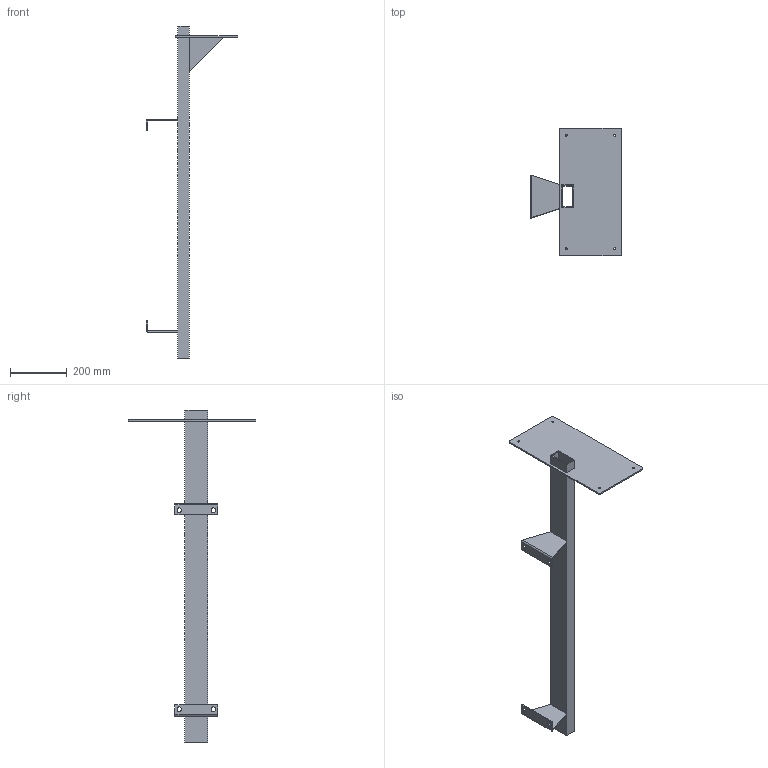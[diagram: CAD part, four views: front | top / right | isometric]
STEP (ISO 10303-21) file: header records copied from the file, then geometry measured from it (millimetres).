
FILE_DESCRIPTION (( 'STEP AP203' ), '1' );
FILE_NAME ('472R68S01-©T©w®y.STEP', '2023-09-28T08:35:57', ( '' ), ( '' ), 'SwSTEP 2.0', 'SolidWorks 2018', '' );
FILE_SCHEMA (( 'CONFIG_CONTROL_DESIGN' ));
Length unit declared in the file: millimetre
Products named in the file (1): 472R68S01-固定座
Bounding box: 321 x 450 x 1168 mm (x, y, z)
Volume: 1454570.8 mm3; surface area: 825830.9 mm2
Topology: 5 solids, 5 shells, 73 faces, 185 edges, 122 vertices
Faces by surface type: plane 53, cylinder 20
Full cylindrical faces by diameter (mm): 7 x4
Entity records: 2272 total; most frequent: CARTESIAN_POINT 401, ORIENTED_EDGE 362, DIRECTION 357, EDGE_CURVE 181, VECTOR 137, LINE 137, VERTEX_POINT 122, AXIS2_PLACEMENT_3D 110
